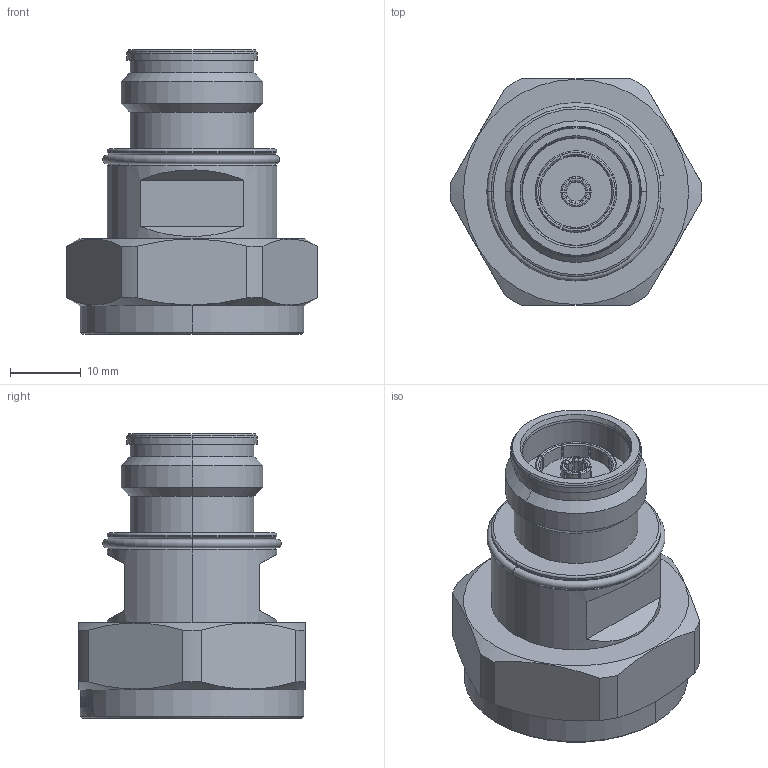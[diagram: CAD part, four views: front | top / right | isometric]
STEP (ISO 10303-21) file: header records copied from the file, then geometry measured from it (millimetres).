
FILE_DESCRIPTION (( 'STEP AP214' ), '1' );
FILE_NAME ('J01122C0017.STEP', '2018-11-15T13:24:22', ( '' ), ( '' ), 'SwSTEP 2.0', 'SolidWorks 2017', '' );
FILE_SCHEMA (( 'AUTOMOTIVE_DESIGN' ));
Length unit declared in the file: millimetre
Products named in the file (1): J01122C0017
Bounding box: 35.49 x 32 x 40.15 mm (x, y, z)
Volume: 16774.8 mm3; surface area: 6760.3 mm2
Topology: 1 solids, 1 shells, 393 faces, 995 edges, 644 vertices
Faces by surface type: plane 129, cylinder 80, bspline 78, torus 58, cone 48
Entity records: 19356 total; most frequent: CARTESIAN_POINT 6224, ORIENTED_EDGE 1990, DIRECTION 1591, EDGE_CURVE 995, VERTEX_POINT 644, AXIS2_PLACEMENT_3D 604, EDGE_LOOP 433, ADVANCED_FACE 393
